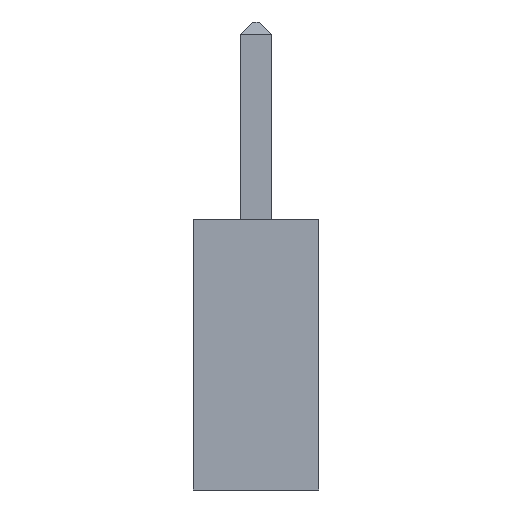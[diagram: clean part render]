
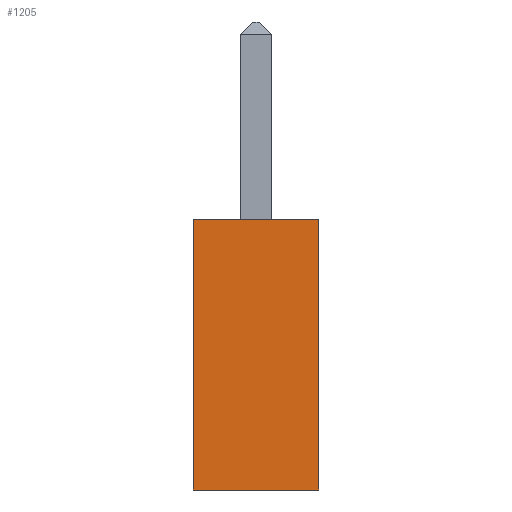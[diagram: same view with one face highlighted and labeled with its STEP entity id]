
A CAD part, left-side view. The second image highlights one B-rep face of the part: STEP entity #1205.
In plain terms, the highlighted planar face has unit normal (-1, 0, 0).
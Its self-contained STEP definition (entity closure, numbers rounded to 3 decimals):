
#46 = CARTESIAN_POINT ( 'NONE',  ( -1., 1., 4.3 ) ) ;
#49 = LINE ( 'NONE', #869, #919 ) ;
#61 = EDGE_CURVE ( 'NONE', #993, #186, #619, .T. ) ;
#151 = DIRECTION ( 'NONE',  ( 0., 0., 1. ) ) ;
#174 = CARTESIAN_POINT ( 'NONE',  ( -1., -1., 4.3 ) ) ;
#185 = DIRECTION ( 'NONE',  ( -1., 0., 0. ) ) ;
#186 = VERTEX_POINT ( 'NONE', #1480 ) ;
#189 = CARTESIAN_POINT ( 'NONE',  ( -1., 0., 0. ) ) ;
#289 = VERTEX_POINT ( 'NONE', #1061 ) ;
#303 = VECTOR ( 'NONE', #151, 1000. ) ;
#338 = VECTOR ( 'NONE', #549, 1000. ) ;
#361 = VECTOR ( 'NONE', #1227, 1000. ) ;
#363 = AXIS2_PLACEMENT_3D ( 'NONE', #1141, #185, #814 ) ;
#376 = DIRECTION ( 'NONE',  ( 0., -1., 0. ) ) ;
#549 = DIRECTION ( 'NONE',  ( 0., -1., 0. ) ) ;
#619 = LINE ( 'NONE', #1025, #361 ) ;
#668 = EDGE_CURVE ( 'NONE', #289, #186, #675, .T. ) ;
#670 = EDGE_CURVE ( 'NONE', #289, #867, #956, .T. ) ;
#675 = LINE ( 'NONE', #189, #338 ) ;
#704 = ORIENTED_EDGE ( 'NONE', *, *, #61, .F. ) ;
#759 = ORIENTED_EDGE ( 'NONE', *, *, #670, .F. ) ;
#787 = EDGE_CURVE ( 'NONE', #867, #993, #49, .T. ) ;
#806 = PLANE ( 'NONE',  #363 ) ;
#814 = DIRECTION ( 'NONE',  ( 0., 0., 1. ) ) ;
#867 = VERTEX_POINT ( 'NONE', #46 ) ;
#869 = CARTESIAN_POINT ( 'NONE',  ( -1., 0., 4.3 ) ) ;
#919 = VECTOR ( 'NONE', #376, 1000. ) ;
#956 = LINE ( 'NONE', #1144, #303 ) ;
#993 = VERTEX_POINT ( 'NONE', #174 ) ;
#1025 = CARTESIAN_POINT ( 'NONE',  ( -1., -1., 0. ) ) ;
#1061 = CARTESIAN_POINT ( 'NONE',  ( -1., 1., 0. ) ) ;
#1076 = ORIENTED_EDGE ( 'NONE', *, *, #668, .T. ) ;
#1141 = CARTESIAN_POINT ( 'NONE',  ( -1., -1., 0. ) ) ;
#1144 = CARTESIAN_POINT ( 'NONE',  ( -1., 1., 0. ) ) ;
#1169 = ORIENTED_EDGE ( 'NONE', *, *, #787, .F. ) ;
#1205 = ADVANCED_FACE ( 'NONE', ( #1385 ), #806, .T. ) ;
#1227 = DIRECTION ( 'NONE',  ( 0., 0., -1. ) ) ;
#1385 = FACE_OUTER_BOUND ( 'NONE', #1491, .T. ) ;
#1480 = CARTESIAN_POINT ( 'NONE',  ( -1., -1., 0. ) ) ;
#1491 = EDGE_LOOP ( 'NONE', ( #1076, #704, #1169, #759 ) ) ;
